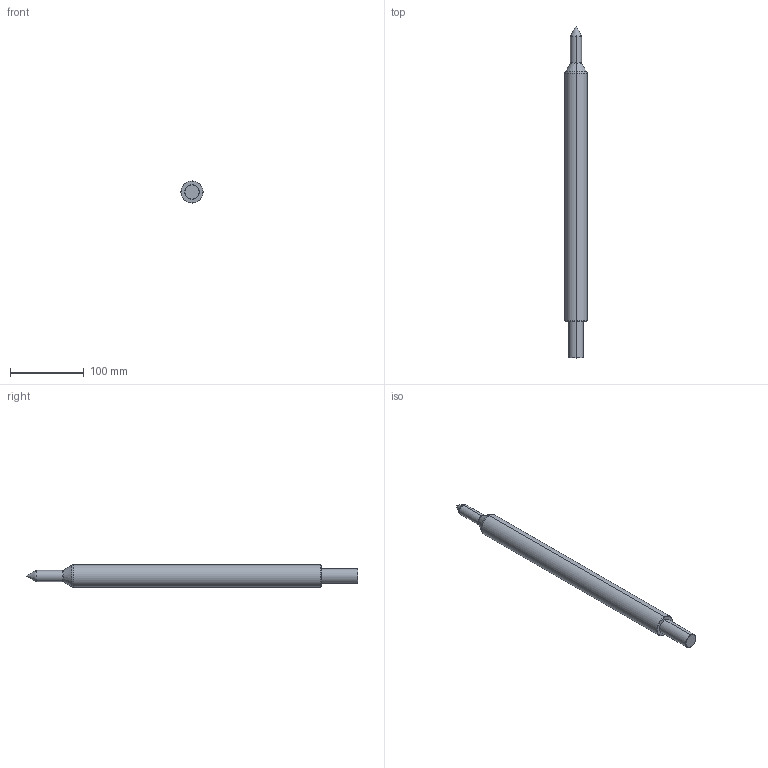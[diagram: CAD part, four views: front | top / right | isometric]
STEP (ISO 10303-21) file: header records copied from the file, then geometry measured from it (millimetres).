
FILE_DESCRIPTION(/* description */ ('Alibre Inc.'),/* implementation_level */ '2;1');
FILE_NAME(/* name */ 'export-5729EDAB-8C8A-476A-91AF-C5689B26FEEB',/* time_stamp */ '2022-09-21T10:40:56+02:00',/* author */ (''),/* organization */ (''),/* preprocessor_version */ 'ST-DEVELOPER v17',/* originating_system */ 'Alibre',/* authorisation */ '');
FILE_SCHEMA (('AUTOMOTIVE_DESIGN'));
Length unit declared in the file: millimetre
Products named in the file (1): 6046 TCP Calibration Tool, Long Point, Ø=30mm L=450mm
Bounding box: 29.97 x 450 x 29.97 mm (x, y, z)
Volume: 266130.1 mm3; surface area: 38683.6 mm2
Topology: 1 solids, 1 shells, 22 faces, 44 edges, 23 vertices
Faces by surface type: cone 8, torus 6, cylinder 6, plane 2
Entity records: 561 total; most frequent: DIRECTION 106, CARTESIAN_POINT 87, ORIENTED_EDGE 84, AXIS2_PLACEMENT_3D 50, EDGE_CURVE 42, CIRCLE 28, VERTEX_POINT 23, EDGE_LOOP 23
